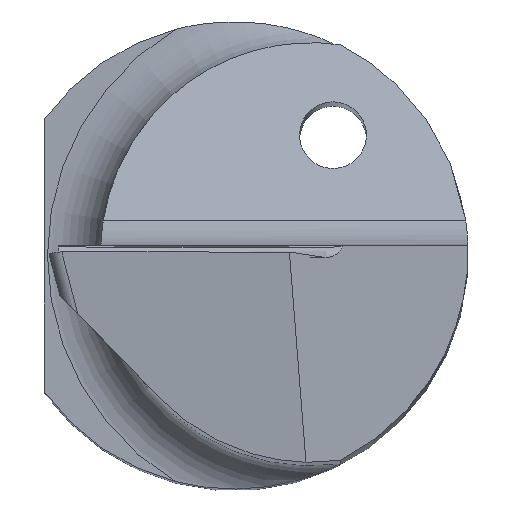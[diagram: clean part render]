
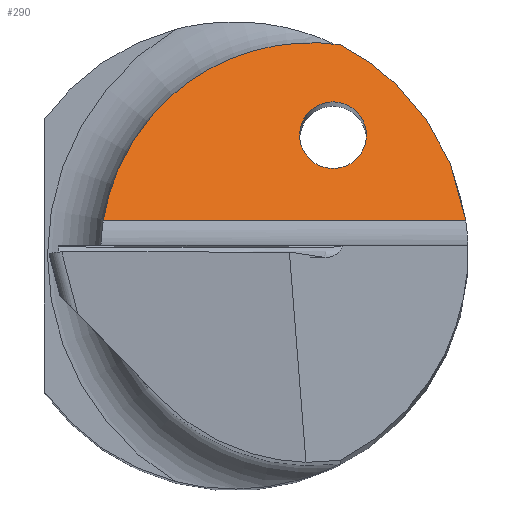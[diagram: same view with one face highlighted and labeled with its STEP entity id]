
A CAD part, top view. The second image highlights one B-rep face of the part: STEP entity #290.
In plain terms, the highlighted planar face has unit normal (0, 0.766, 0.643).
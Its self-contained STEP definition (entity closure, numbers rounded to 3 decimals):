
#19 = VERTEX_POINT ( 'NONE', #787 ) ;
#33 =( BOUNDED_CURVE ( )  B_SPLINE_CURVE ( 3, ( #541, #530, #459, #788 ),
 .UNSPECIFIED., .F., .T. ) 
 B_SPLINE_CURVE_WITH_KNOTS ( ( 4, 4 ),
 ( 6.144, 7.703 ),
 .UNSPECIFIED. ) 
 CURVE ( )  GEOMETRIC_REPRESENTATION_ITEM ( )  RATIONAL_B_SPLINE_CURVE ( ( 1., 0.808, 0.808, 1. ) ) 
 REPRESENTATION_ITEM ( '' )  );
#46 = CARTESIAN_POINT ( 'NONE',  ( -1.964, 0.474, 39.196 ) ) ;
#49 = CARTESIAN_POINT ( 'NONE',  ( 2.478, 2.262, 37.065 ) ) ;
#88 = EDGE_CURVE ( 'NONE', #783, #767, #33, .T. ) ;
#103 = ORIENTED_EDGE ( 'NONE', *, *, #460, .T. ) ;
#171 = FACE_BOUND ( 'NONE', #697, .T. ) ;
#181 = CARTESIAN_POINT ( 'NONE',  ( 1.478, 1.262, 38.257 ) ) ;
#186 = CARTESIAN_POINT ( 'NONE',  ( 3.5, 0.474, 39.196 ) ) ;
#199 = EDGE_CURVE ( 'NONE', #351, #767, #741, .T. ) ;
#208 =( BOUNDED_CURVE ( )  B_SPLINE_CURVE ( 3, ( #499, #49, #746, #181, #432, #685, #580 ),
 .UNSPECIFIED., .T., .F. ) 
 B_SPLINE_CURVE_WITH_KNOTS ( ( 4, 3, 4 ),
 ( 0., 3.142, 6.283 ),
 .UNSPECIFIED. ) 
 CURVE ( )  GEOMETRIC_REPRESENTATION_ITEM ( )  RATIONAL_B_SPLINE_CURVE ( ( 1., 0.333, 0.333, 1., 0.333, 0.333, 1. ) ) 
 REPRESENTATION_ITEM ( '' )  );
#237 = DIRECTION ( 'NONE',  ( 0., -0.766, -0.643 ) ) ;
#238 = CARTESIAN_POINT ( 'NONE',  ( 1.587, 3.12, 36.043 ) ) ;
#290 = ADVANCED_FACE ( 'NONE', ( #171, #799 ), #297, .F. ) ;
#297 = PLANE ( 'NONE',  #652 ) ;
#342 = EDGE_LOOP ( 'NONE', ( #694, #103, #475 ) ) ;
#345 = EDGE_CURVE ( 'NONE', #19, #19, #208, .T. ) ;
#351 = VERTEX_POINT ( 'NONE', #640 ) ;
#432 = CARTESIAN_POINT ( 'NONE',  ( 0.478, 1.262, 38.257 ) ) ;
#459 = CARTESIAN_POINT ( 'NONE',  ( -1.689, 2.281, 37.042 ) ) ;
#460 = EDGE_CURVE ( 'NONE', #351, #783, #586, .T. ) ;
#468 = ORIENTED_EDGE ( 'NONE', *, *, #345, .T. ) ;
#475 = ORIENTED_EDGE ( 'NONE', *, *, #88, .T. ) ;
#495 = CARTESIAN_POINT ( 'NONE',  ( 3.309, 1.634, 37.813 ) ) ;
#499 = CARTESIAN_POINT ( 'NONE',  ( 1.478, 2.262, 37.065 ) ) ;
#530 = CARTESIAN_POINT ( 'NONE',  ( -0.223, 3.373, 35.741 ) ) ;
#541 = CARTESIAN_POINT ( 'NONE',  ( 1.587, 3.12, 36.043 ) ) ;
#544 = CARTESIAN_POINT ( 'NONE',  ( 3.468, 0.474, 39.196 ) ) ;
#550 = CARTESIAN_POINT ( 'NONE',  ( 2.631, 2.589, 36.676 ) ) ;
#560 = DIRECTION ( 'NONE',  ( 0., 0.643, -0.766 ) ) ;
#580 = CARTESIAN_POINT ( 'NONE',  ( 1.478, 2.262, 37.065 ) ) ;
#586 =( BOUNDED_CURVE ( )  B_SPLINE_CURVE ( 3, ( #544, #495, #550, #238 ),
 .UNSPECIFIED., .F., .T. ) 
 B_SPLINE_CURVE_WITH_KNOTS ( ( 4, 4 ),
 ( 4.848, 5.813 ),
 .UNSPECIFIED. ) 
 CURVE ( )  GEOMETRIC_REPRESENTATION_ITEM ( )  RATIONAL_B_SPLINE_CURVE ( ( 1., 0.924, 0.924, 1. ) ) 
 REPRESENTATION_ITEM ( '' )  );
#589 = VECTOR ( 'NONE', #682, 1000. ) ;
#640 = CARTESIAN_POINT ( 'NONE',  ( 3.468, 0.474, 39.196 ) ) ;
#652 = AXIS2_PLACEMENT_3D ( 'NONE', #186, #237, #560 ) ;
#682 = DIRECTION ( 'NONE',  ( -1., 0., 0. ) ) ;
#685 = CARTESIAN_POINT ( 'NONE',  ( 0.478, 2.262, 37.065 ) ) ;
#694 = ORIENTED_EDGE ( 'NONE', *, *, #199, .F. ) ;
#697 = EDGE_LOOP ( 'NONE', ( #468 ) ) ;
#728 = CARTESIAN_POINT ( 'NONE',  ( 1.587, 3.12, 36.043 ) ) ;
#741 = LINE ( 'NONE', #820, #589 ) ;
#746 = CARTESIAN_POINT ( 'NONE',  ( 2.478, 1.262, 38.257 ) ) ;
#767 = VERTEX_POINT ( 'NONE', #46 ) ;
#783 = VERTEX_POINT ( 'NONE', #728 ) ;
#787 = CARTESIAN_POINT ( 'NONE',  ( 1.478, 2.262, 37.065 ) ) ;
#788 = CARTESIAN_POINT ( 'NONE',  ( -1.964, 0.474, 39.196 ) ) ;
#799 = FACE_OUTER_BOUND ( 'NONE', #342, .T. ) ;
#820 = CARTESIAN_POINT ( 'NONE',  ( 3.5, 0.474, 39.196 ) ) ;
